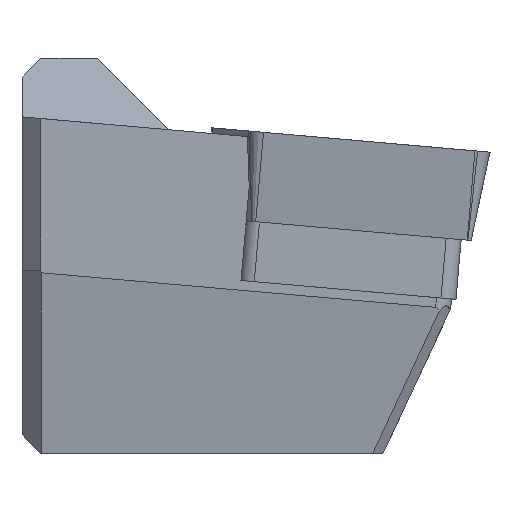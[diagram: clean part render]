
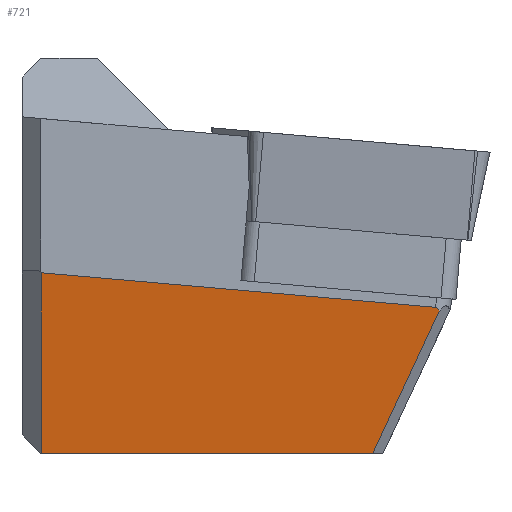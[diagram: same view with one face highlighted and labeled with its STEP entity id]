
A CAD part, left-side view. The second image highlights one B-rep face of the part: STEP entity #721.
In plain terms, the highlighted planar face has unit normal (-0.993, 0.011, -0.121).
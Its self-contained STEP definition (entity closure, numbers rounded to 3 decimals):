
#78 = DIRECTION ( 'NONE',  ( 0.121, 0., -0.993 ) ) ;
#168 = CARTESIAN_POINT ( 'NONE',  ( -120.635, -4.811, -10.5 ) ) ;
#240 = DIRECTION ( 'NONE',  ( -0.115, -0.42, 0.9 ) ) ;
#293 = VERTEX_POINT ( 'NONE', #168 ) ;
#333 = VERTEX_POINT ( 'NONE', #1718 ) ;
#391 = DIRECTION ( 'NONE',  ( -0.011, -1., 0. ) ) ;
#508 = CARTESIAN_POINT ( 'NONE',  ( -121.621, -8.158, -2.724 ) ) ;
#514 = CARTESIAN_POINT ( 'NONE',  ( -121.621, 12.793, -0.891 ) ) ;
#567 = DIRECTION ( 'NONE',  ( 0., 0.996, 0.087 ) ) ;
#573 = VECTOR ( 'NONE', #78, 1000. ) ;
#582 = EDGE_CURVE ( 'NONE', #1282, #1189, #2435, .T. ) ;
#675 = CARTESIAN_POINT ( 'NONE',  ( -122.398, 13.8, 5.544 ) ) ;
#678 = LINE ( 'NONE', #1703, #2940 ) ;
#706 = VECTOR ( 'NONE', #391, 1000. ) ;
#721 = ADVANCED_FACE ( 'NONE', ( #1236 ), #2407, .T. ) ;
#736 = ORIENTED_EDGE ( 'NONE', *, *, #1719, .T. ) ;
#819 = AXIS2_PLACEMENT_3D ( 'NONE', #675, #3071, #1142 ) ;
#931 = ORIENTED_EDGE ( 'NONE', *, *, #1658, .T. ) ;
#1142 = DIRECTION ( 'NONE',  ( -0.121, 0., 0.993 ) ) ;
#1189 = VERTEX_POINT ( 'NONE', #514 ) ;
#1236 = FACE_OUTER_BOUND ( 'NONE', #1879, .T. ) ;
#1282 = VERTEX_POINT ( 'NONE', #1468 ) ;
#1396 = CARTESIAN_POINT ( 'NONE',  ( -121.613, -8.284, -2.802 ) ) ;
#1438 = ORIENTED_EDGE ( 'NONE', *, *, #582, .T. ) ;
#1468 = CARTESIAN_POINT ( 'NONE',  ( -121.621, -8.158, -2.724 ) ) ;
#1604 = VECTOR ( 'NONE', #567, 1000. ) ;
#1658 = EDGE_CURVE ( 'NONE', #2368, #1282, #2344, .T. ) ;
#1703 = CARTESIAN_POINT ( 'NONE',  ( -121.517, -8.044, -3.567 ) ) ;
#1718 = CARTESIAN_POINT ( 'NONE',  ( -120.446, 12.793, -10.5 ) ) ;
#1719 = EDGE_CURVE ( 'NONE', #293, #2368, #678, .T. ) ;
#1865 = ORIENTED_EDGE ( 'NONE', *, *, #2201, .T. ) ;
#1879 = EDGE_LOOP ( 'NONE', ( #1438, #2501, #1865, #736, #931 ) ) ;
#2031 = CARTESIAN_POINT ( 'NONE',  ( -121.621, 14.515, -0.741 ) ) ;
#2133 = EDGE_CURVE ( 'NONE', #1189, #333, #2168, .T. ) ;
#2168 = LINE ( 'NONE', #2747, #573 ) ;
#2201 = EDGE_CURVE ( 'NONE', #333, #293, #2793, .T. ) ;
#2291 = CARTESIAN_POINT ( 'NONE',  ( -120.436, 13.779, -10.5 ) ) ;
#2344 =( BOUNDED_CURVE ( )  B_SPLINE_CURVE ( 3, ( #2639, #1396, #2653, #508 ),
 .UNSPECIFIED., .F., .T. ) 
 B_SPLINE_CURVE_WITH_KNOTS ( ( 4, 4 ),
 ( 2.894, 3.142 ),
 .UNSPECIFIED. ) 
 CURVE ( )  GEOMETRIC_REPRESENTATION_ITEM ( )  RATIONAL_B_SPLINE_CURVE ( ( 1., 0.995, 0.995, 1. ) ) 
 REPRESENTATION_ITEM ( '' )  );
#2368 = VERTEX_POINT ( 'NONE', #3008 ) ;
#2407 = PLANE ( 'NONE',  #819 ) ;
#2435 = LINE ( 'NONE', #2031, #1604 ) ;
#2501 = ORIENTED_EDGE ( 'NONE', *, *, #2133, .T. ) ;
#2639 = CARTESIAN_POINT ( 'NONE',  ( -121.597, -8.336, -2.939 ) ) ;
#2653 = CARTESIAN_POINT ( 'NONE',  ( -121.621, -8.224, -2.73 ) ) ;
#2747 = CARTESIAN_POINT ( 'NONE',  ( -120.568, 12.793, -9.501 ) ) ;
#2793 = LINE ( 'NONE', #2291, #706 ) ;
#2940 = VECTOR ( 'NONE', #240, 1000. ) ;
#3008 = CARTESIAN_POINT ( 'NONE',  ( -121.597, -8.336, -2.939 ) ) ;
#3071 = DIRECTION ( 'NONE',  ( -0.993, 0.011, -0.121 ) ) ;
